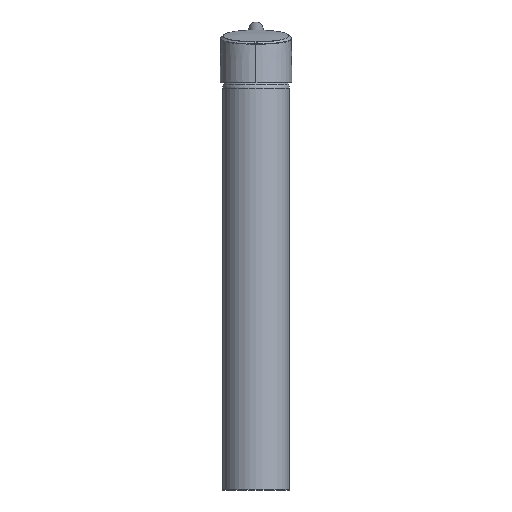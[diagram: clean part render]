
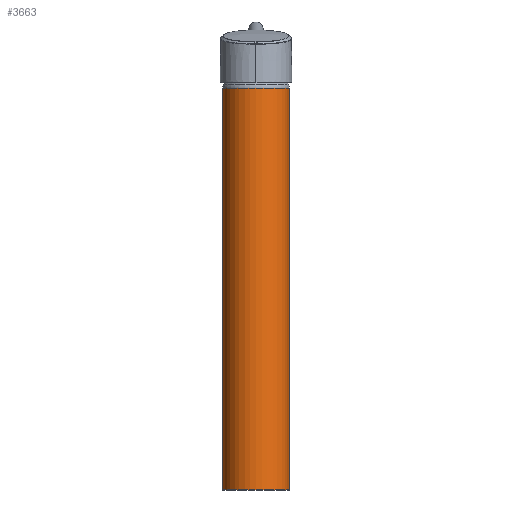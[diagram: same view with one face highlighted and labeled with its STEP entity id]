
A CAD part, left-side view. The second image highlights one B-rep face of the part: STEP entity #3663.
In plain terms, the highlighted cylindrical face has radius 22.5 mm (diameter 45 mm), a full revolution.
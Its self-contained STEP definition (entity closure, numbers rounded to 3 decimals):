
#461=B_SPLINE_CURVE_WITH_KNOTS('',3,(#10619,#10620,#10621,#10622,#10623,
#10624,#10625,#10626,#10627,#10628,#10629,#10630,#10631,#10632,#10633,#10634,
#10635,#10636,#10637,#10638,#10639,#10640,#10641,#10642,#10643,#10644,#10645,
#10646,#10647,#10648,#10649,#10650,#10651,#10652,#10653,#10654,#10655,#10656,
#10657,#10658,#10659,#10660,#10661,#10662,#10663,#10664,#10665,#10666,#10667,
#10668,#10669,#10670,#10671,#10672,#10673,#10674,#10675,#10676,#10677,#10678,
#10679,#10680,#10681,#10682,#10683,#10684,#10685,#10686,#10687,#10688,#10689,
#10690,#10691,#10692,#10693),.UNSPECIFIED.,.T.,.F.,(1,1,1,1,1,1,1,1,1,1,
1,1,1,1,1,1,1,1,1,1,1,1,1,1,1,1,1,1,1,1,1,1,1,1,1,1,1,1,1,1,1,1,1,1,1,1,
1,1,1,1,1,1,1,1,1,1,1,1,1,1,1,1,1,1,1,1,1,1,1,1,1,1,1,1,1,1,1,1,1),(-0.091,
-0.061,-0.031,0.,0.023,0.052,
0.082,0.098,0.114,0.129,
0.144,0.16,0.175,0.19,
0.198,0.205,0.213,0.221,
0.228,0.236,0.251,0.266,0.282,
0.289,0.297,0.312,0.32,
0.327,0.335,0.343,0.35,
0.358,0.373,0.388,0.404,
0.419,0.434,0.449,0.465,
0.48,0.495,0.51,0.523,
0.538,0.552,0.567,0.582,
0.612,0.627,0.641,0.656,
0.671,0.686,0.694,0.701,
0.716,0.723,0.731,0.746,
0.76,0.775,0.783,0.79,
0.805,0.813,0.82,0.835,
0.842,0.85,0.865,0.879,
0.894,0.909,0.939,0.969,
1.,1.023,1.052,1.082),.UNSPECIFIED.);
#1151=ORIENTED_EDGE('',*,*,#2023,.T.);
#1152=ORIENTED_EDGE('',*,*,#2022,.T.);
#1153=ORIENTED_EDGE('',*,*,#2024,.T.);
#2022=EDGE_CURVE('',#2488,#2488,#461,.T.);
#2023=EDGE_CURVE('',#2489,#2489,#2738,.F.);
#2024=EDGE_CURVE('',#2490,#2490,#2739,.F.);
#2488=VERTEX_POINT('',#10694);
#2489=VERTEX_POINT('',#10697);
#2490=VERTEX_POINT('',#10700);
#2738=CIRCLE('',#5818,22.5);
#2739=CIRCLE('',#5820,22.5);
#2984=EDGE_LOOP('',(#1151));
#2985=EDGE_LOOP('',(#1152));
#2986=EDGE_LOOP('',(#1153));
#3307=FACE_BOUND('',#2984,.T.);
#3308=FACE_BOUND('',#2985,.T.);
#3309=FACE_BOUND('',#2986,.T.);
#3521=CYLINDRICAL_SURFACE('',#5819,22.5);
#3663=ADVANCED_FACE('',(#3307,#3308,#3309),#3521,.T.);
#5818=AXIS2_PLACEMENT_3D('',#10696,#6387,#6388);
#5819=AXIS2_PLACEMENT_3D('',#10698,#6389,#6390);
#5820=AXIS2_PLACEMENT_3D('',#10699,#6391,#6392);
#6387=DIRECTION('',(0.,0.,-1.));
#6388=DIRECTION('',(-1.,0.,0.));
#6389=DIRECTION('',(0.,0.,1.));
#6390=DIRECTION('',(1.,0.,0.));
#6391=DIRECTION('',(0.,0.,1.));
#6392=DIRECTION('',(1.,0.,0.));
#10619=CARTESIAN_POINT('',(21.773,-5.994,261.338));
#10620=CARTESIAN_POINT('',(22.37,-2.971,262.037));
#10621=CARTESIAN_POINT('',(22.563,0.117,262.258));
#10622=CARTESIAN_POINT('',(22.356,3.164,262.024));
#10623=CARTESIAN_POINT('',(21.779,5.837,261.342));
#10624=CARTESIAN_POINT('',(21.073,7.947,260.48));
#10625=CARTESIAN_POINT('',(20.437,9.459,259.676));
#10626=CARTESIAN_POINT('',(19.708,10.891,258.713));
#10627=CARTESIAN_POINT('',(18.948,12.165,257.65));
#10628=CARTESIAN_POINT('',(18.108,13.379,256.396));
#10629=CARTESIAN_POINT('',(17.295,14.412,255.08));
#10630=CARTESIAN_POINT('',(16.577,15.223,253.794));
#10631=CARTESIAN_POINT('',(16.043,15.779,252.729));
#10632=CARTESIAN_POINT('',(15.671,16.149,251.932));
#10633=CARTESIAN_POINT('',(15.278,16.52,251.016));
#10634=CARTESIAN_POINT('',(14.923,16.842,250.092));
#10635=CARTESIAN_POINT('',(14.602,17.12,249.148));
#10636=CARTESIAN_POINT('',(14.234,17.428,247.905));
#10637=CARTESIAN_POINT('',(13.831,17.749,246.109));
#10638=CARTESIAN_POINT('',(13.584,17.937,244.003));
#10639=CARTESIAN_POINT('',(13.561,17.954,242.168));
#10640=CARTESIAN_POINT('',(13.664,17.876,240.719));
#10641=CARTESIAN_POINT('',(13.851,17.732,239.24));
#10642=CARTESIAN_POINT('',(14.123,17.518,237.919));
#10643=CARTESIAN_POINT('',(14.487,17.217,236.594));
#10644=CARTESIAN_POINT('',(14.816,16.936,235.583));
#10645=CARTESIAN_POINT('',(15.144,16.643,234.696));
#10646=CARTESIAN_POINT('',(15.5,16.312,233.827));
#10647=CARTESIAN_POINT('',(15.882,15.942,232.98));
#10648=CARTESIAN_POINT('',(16.435,15.376,231.849));
#10649=CARTESIAN_POINT('',(17.092,14.651,230.641));
#10650=CARTESIAN_POINT('',(17.954,13.586,229.218));
#10651=CARTESIAN_POINT('',(18.765,12.443,227.987));
#10652=CARTESIAN_POINT('',(19.558,11.159,226.866));
#10653=CARTESIAN_POINT('',(20.278,9.793,225.905));
#10654=CARTESIAN_POINT('',(20.934,8.302,225.065));
#10655=CARTESIAN_POINT('',(21.483,6.758,224.387));
#10656=CARTESIAN_POINT('',(21.936,5.107,223.847));
#10657=CARTESIAN_POINT('',(22.267,3.379,223.456));
#10658=CARTESIAN_POINT('',(22.452,1.749,223.241));
#10659=CARTESIAN_POINT('',(22.521,0.03,223.163));
#10660=CARTESIAN_POINT('',(22.461,-1.685,223.231));
#10661=CARTESIAN_POINT('',(22.252,-3.478,223.475));
#10662=CARTESIAN_POINT('',(21.939,-5.082,223.844));
#10663=CARTESIAN_POINT('',(21.376,-7.165,224.514));
#10664=CARTESIAN_POINT('',(20.625,-9.096,225.449));
#10665=CARTESIAN_POINT('',(19.693,-10.916,226.683));
#10666=CARTESIAN_POINT('',(18.966,-12.135,227.698));
#10667=CARTESIAN_POINT('',(18.149,-13.322,228.912));
#10668=CARTESIAN_POINT('',(17.364,-14.328,230.177));
#10669=CARTESIAN_POINT('',(16.658,-15.134,231.43));
#10670=CARTESIAN_POINT('',(16.134,-15.686,232.459));
#10671=CARTESIAN_POINT('',(15.642,-16.181,233.491));
#10672=CARTESIAN_POINT('',(15.129,-16.66,234.708));
#10673=CARTESIAN_POINT('',(14.701,-17.035,235.921));
#10674=CARTESIAN_POINT('',(14.325,-17.354,237.129));
#10675=CARTESIAN_POINT('',(13.903,-17.693,238.875));
#10676=CARTESIAN_POINT('',(13.621,-17.909,240.905));
#10677=CARTESIAN_POINT('',(13.555,-17.958,242.714));
#10678=CARTESIAN_POINT('',(13.621,-17.909,244.138));
#10679=CARTESIAN_POINT('',(13.765,-17.799,245.585));
#10680=CARTESIAN_POINT('',(14.001,-17.615,246.908));
#10681=CARTESIAN_POINT('',(14.33,-17.348,248.231));
#10682=CARTESIAN_POINT('',(14.73,-17.012,249.57));
#10683=CARTESIAN_POINT('',(15.151,-16.64,250.712));
#10684=CARTESIAN_POINT('',(15.636,-16.183,251.856));
#10685=CARTESIAN_POINT('',(16.167,-15.657,252.996));
#10686=CARTESIAN_POINT('',(16.802,-14.982,254.216));
#10687=CARTESIAN_POINT('',(17.648,-13.979,255.666));
#10688=CARTESIAN_POINT('',(18.444,-12.912,256.909));
#10689=CARTESIAN_POINT('',(19.503,-11.295,258.447));
#10690=CARTESIAN_POINT('',(20.675,-9.057,259.996));
#10691=CARTESIAN_POINT('',(21.773,-5.994,261.338));
#10692=CARTESIAN_POINT('',(22.37,-2.971,262.037));
#10693=CARTESIAN_POINT('',(22.563,0.117,262.258));
#10694=CARTESIAN_POINT('',(22.344,-2.645,262.005));
#10696=CARTESIAN_POINT('',(0.,0.,0.1));
#10697=CARTESIAN_POINT('',(-22.5,0.,0.1));
#10698=CARTESIAN_POINT('',(0.,0.,179.522));
#10699=CARTESIAN_POINT('',(0.,0.,271.34));
#10700=CARTESIAN_POINT('',(22.5,0.,271.34));
